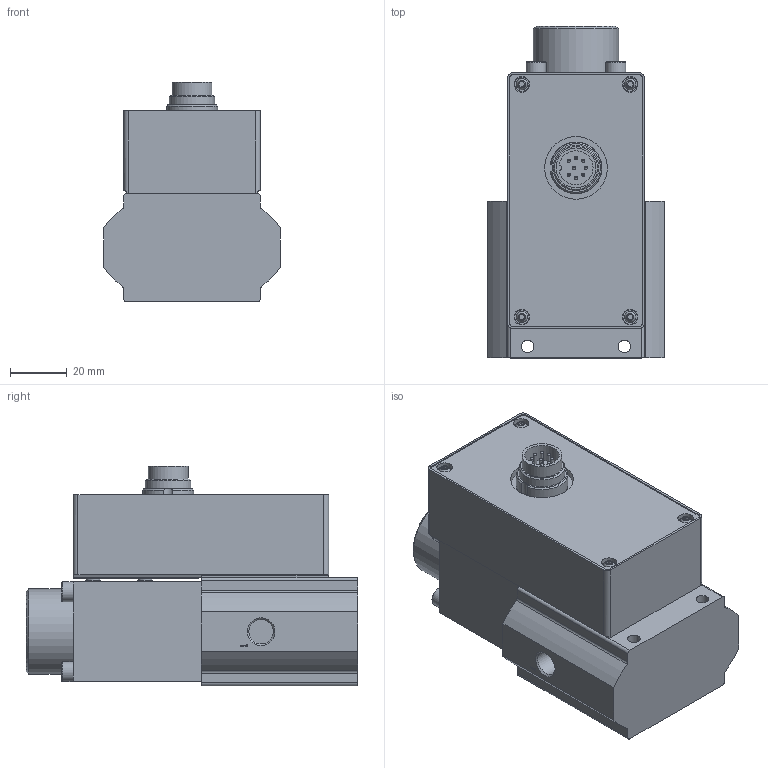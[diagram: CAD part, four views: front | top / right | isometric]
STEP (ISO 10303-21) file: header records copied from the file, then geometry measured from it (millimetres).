
FILE_DESCRIPTION(/* description */ ('STEP AP214'),/* implementation_level */ '2;1');
FILE_NAME(/* name */ '187347_MPPES-3-1_8-PU-PO-010',/* time_stamp */ '2024-09-06T20:45:12+02:00',/* author */ ('License CC BY-ND 4.0'),/* organization */ ('CADENAS'),/* preprocessor_version */ 'ST-DEVELOPER v19.3',/* originating_system */ 'PARTsolutions',/* authorisation */ ' ');
FILE_SCHEMA (('AUTOMOTIVE_DESIGN {1 0 10303 214 3 1 1}'));
Length unit declared in the file: millimetre
Products named in the file (1): 187347 MPPES-3-1/8-PU-PO-010
Bounding box: 62 x 116.5 x 77.1 mm (x, y, z)
Volume: 305148.7 mm3; surface area: 38940.6 mm2
Topology: 1 solids, 1 shells, 273 faces, 651 edges, 424 vertices
Faces by surface type: plane 132, cylinder 117, torus 16, cone 8
Full cylindrical faces by diameter (mm): 1.1 x8, 2.7 x1, 4.4 x2, 5 x6, 5.5 x4, 7 x4, 8.566 x3, 14 x1, 16 x1, 22 x1, 30 x1
Entity records: 7671 total; most frequent: DIRECTION 1397, CARTESIAN_POINT 1303, ORIENTED_EDGE 1180, EDGE_CURVE 590, AXIS2_PLACEMENT_3D 539, VERTEX_POINT 419, FACE_BOUND 377, EDGE_LOOP 376
